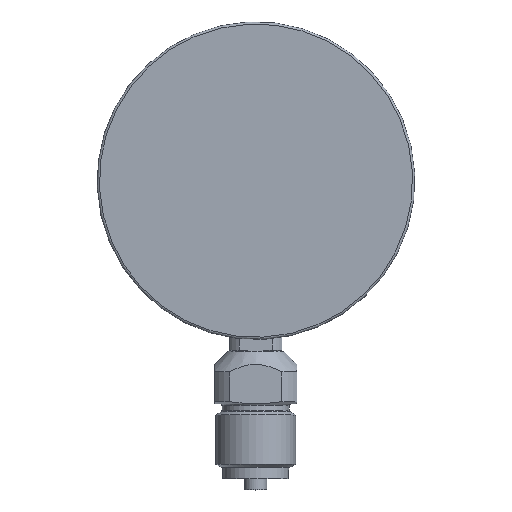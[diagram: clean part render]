
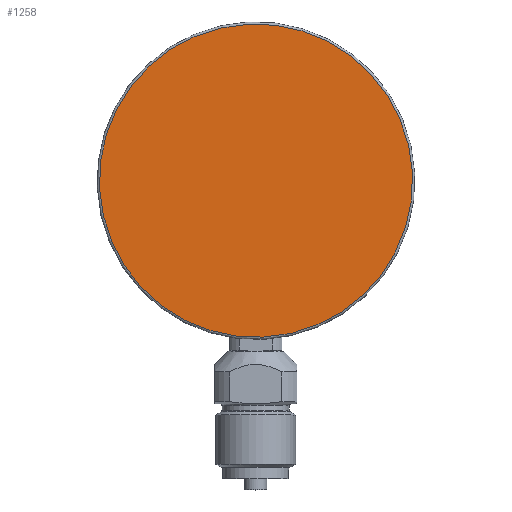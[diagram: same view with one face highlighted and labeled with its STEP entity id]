
A CAD part, top view. The second image highlights one B-rep face of the part: STEP entity #1258.
In plain terms, the highlighted planar face has unit normal (0, 0, 1).
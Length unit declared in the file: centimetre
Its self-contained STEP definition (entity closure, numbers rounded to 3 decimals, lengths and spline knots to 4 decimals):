
#256=FACE_OUTER_BOUND('',#348,.T.);
#348=EDGE_LOOP('',(#951));
#465=CIRCLE('',#1397,4.18);
#568=VERTEX_POINT('',#2290);
#710=EDGE_CURVE('',#568,#568,#465,.T.);
#951=ORIENTED_EDGE('',*,*,#710,.T.);
#1120=PLANE('',#1396);
#1258=ADVANCED_FACE('',(#256),#1120,.T.);
#1396=AXIS2_PLACEMENT_3D('',#2289,#1690,#1691);
#1397=AXIS2_PLACEMENT_3D('',#2291,#1692,#1693);
#1690=DIRECTION('center_axis',(0.,0.,
1.));
#1691=DIRECTION('ref_axis',(0.051,-0.999,0.));
#1692=DIRECTION('center_axis',(0.,0.,
1.));
#1693=DIRECTION('ref_axis',(0.999,0.051,0.));
#2289=CARTESIAN_POINT('Origin',(-3.6453,-0.1857,3.33));
#2290=CARTESIAN_POINT('',(-4.1746,-0.2126,3.33));
#2291=CARTESIAN_POINT('Origin',(0.,0.,
3.33));
